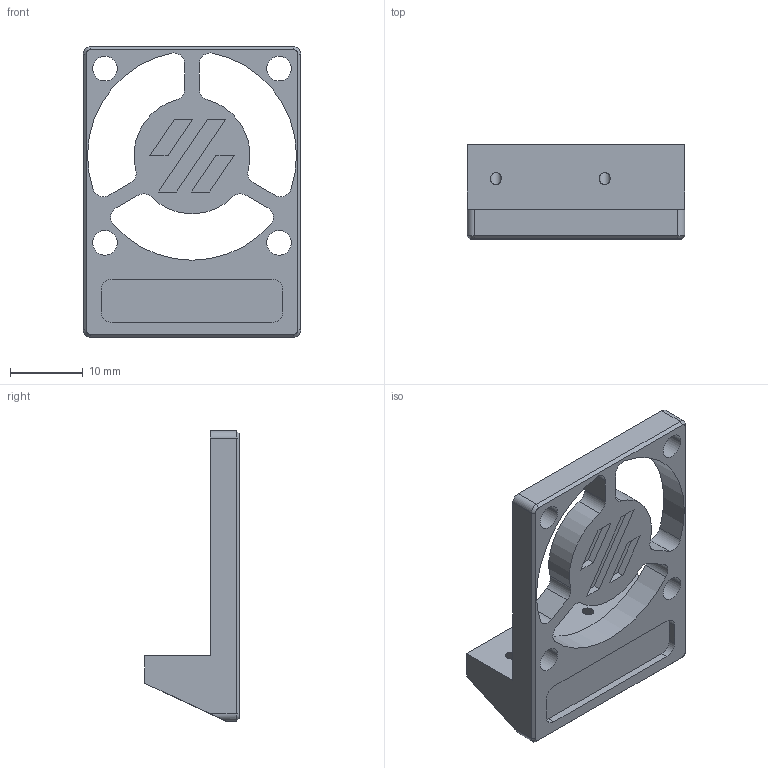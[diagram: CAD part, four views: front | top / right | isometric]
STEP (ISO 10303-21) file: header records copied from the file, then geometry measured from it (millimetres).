
FILE_DESCRIPTION((''),'2;1');
FILE_NAME('MANTIS_NEOPIXEL_ROUND','2023-01-07T17:42:25',('lindlbauek'),(''),'CREO PARAMETRIC BY PTC INC, 2020414','CREO PARAMETRIC BY PTC INC, 2020414','');
FILE_SCHEMA(('CONFIG_CONTROL_DESIGN','SHAPE_APPEARANCE_LAYERS_GROUPS'));
Length unit declared in the file: millimetre
Products named in the file (1): MANTIS_NEOPIXEL_ROUND
Bounding box: 30 x 13 x 40 mm (x, y, z)
Volume: 4293.6 mm3; surface area: 3688.4 mm2
Topology: 1 solids, 1 shells, 99 faces, 266 edges, 192 vertices
Faces by surface type: cylinder 50, plane 45, cone 4
Entity records: 3314 total; most frequent: CARTESIAN_POINT 580, DIRECTION 558, ORIENTED_EDGE 506, EDGE_CURVE 253, AXIS2_PLACEMENT_3D 198, VERTEX_POINT 166, VECTOR 162, LINE 162
